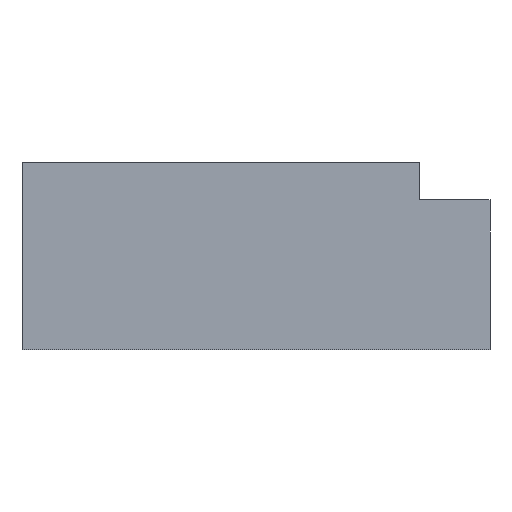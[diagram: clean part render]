
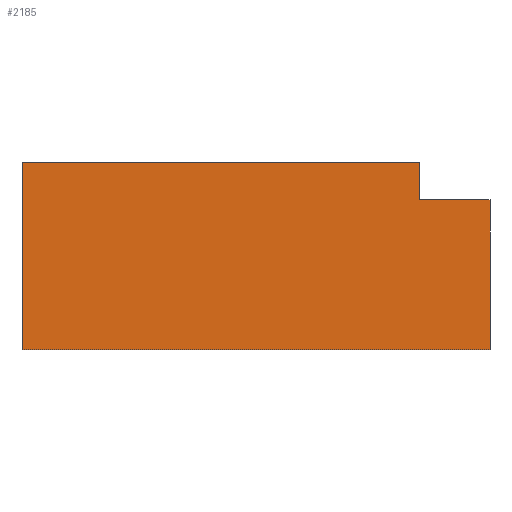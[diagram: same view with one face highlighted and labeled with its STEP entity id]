
A CAD part, front view. The second image highlights one B-rep face of the part: STEP entity #2185.
In plain terms, the highlighted planar face has unit normal (0, -1, 0).
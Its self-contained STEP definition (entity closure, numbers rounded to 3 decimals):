
#348=FACE_OUTER_BOUND('',#475,.T.);
#475=EDGE_LOOP('',(#2007,#2008,#2009,#2010,#2011,#2012));
#641=LINE('',#4263,#824);
#651=LINE('',#4300,#834);
#652=LINE('',#4304,#835);
#659=LINE('',#4317,#842);
#660=LINE('',#4320,#843);
#661=LINE('',#4321,#844);
#824=VECTOR('',#2501,10.);
#834=VECTOR('',#2541,10.);
#835=VECTOR('',#2546,10.);
#842=VECTOR('',#2557,10.);
#843=VECTOR('',#2560,10.);
#844=VECTOR('',#2561,10.);
#1040=VERTEX_POINT('',#4261);
#1041=VERTEX_POINT('',#4262);
#1053=VERTEX_POINT('',#4297);
#1054=VERTEX_POINT('',#4303);
#1058=VERTEX_POINT('',#4315);
#1059=VERTEX_POINT('',#4319);
#1351=EDGE_CURVE('',#1040,#1041,#641,.T.);
#1369=EDGE_CURVE('',#1053,#1041,#651,.T.);
#1370=EDGE_CURVE('',#1053,#1054,#652,.T.);
#1377=EDGE_CURVE('',#1058,#1054,#659,.T.);
#1378=EDGE_CURVE('',#1059,#1058,#660,.T.);
#1379=EDGE_CURVE('',#1059,#1040,#661,.T.);
#2007=ORIENTED_EDGE('',*,*,#1378,.T.);
#2008=ORIENTED_EDGE('',*,*,#1377,.T.);
#2009=ORIENTED_EDGE('',*,*,#1370,.F.);
#2010=ORIENTED_EDGE('',*,*,#1369,.T.);
#2011=ORIENTED_EDGE('',*,*,#1351,.F.);
#2012=ORIENTED_EDGE('',*,*,#1379,.F.);
#2068=PLANE('',#2259);
#2185=ADVANCED_FACE('',(#348),#2068,.T.);
#2259=AXIS2_PLACEMENT_3D('',#4318,#2558,#2559);
#2501=DIRECTION('',(1.,0.,0.));
#2541=DIRECTION('',(0.,0.,1.));
#2546=DIRECTION('',(1.,0.,0.));
#2557=DIRECTION('',(0.,0.,1.));
#2558=DIRECTION('center_axis',(0.,-1.,0.));
#2559=DIRECTION('ref_axis',(1.,0.,0.));
#2560=DIRECTION('',(1.,0.,0.));
#2561=DIRECTION('',(0.,0.,1.));
#4261=CARTESIAN_POINT('',(0.,0.,8.));
#4262=CARTESIAN_POINT('',(17.,0.,8.));
#4263=CARTESIAN_POINT('',(17.,0.,8.));
#4297=CARTESIAN_POINT('',(17.,0.,6.4));
#4300=CARTESIAN_POINT('',(17.,0.,6.4));
#4303=CARTESIAN_POINT('',(20.,0.,6.4));
#4304=CARTESIAN_POINT('',(0.,0.,6.4));
#4315=CARTESIAN_POINT('',(20.,0.,0.));
#4317=CARTESIAN_POINT('',(20.,0.,0.));
#4318=CARTESIAN_POINT('Origin',(0.,0.,0.));
#4319=CARTESIAN_POINT('',(0.,0.,0.));
#4320=CARTESIAN_POINT('',(0.,0.,0.));
#4321=CARTESIAN_POINT('',(0.,0.,0.));
